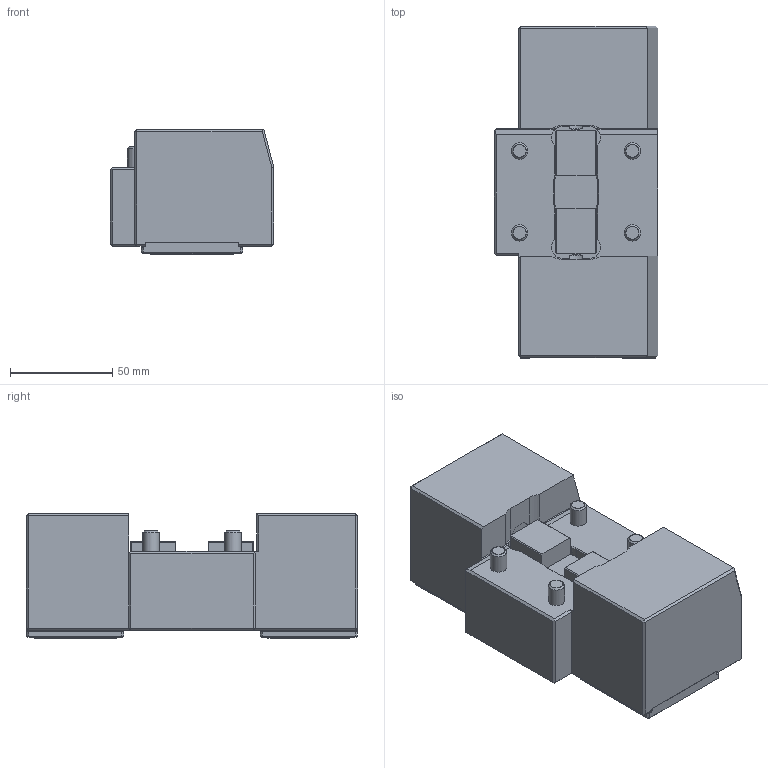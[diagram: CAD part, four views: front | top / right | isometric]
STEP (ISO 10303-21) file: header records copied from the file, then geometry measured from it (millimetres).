
FILE_DESCRIPTION(/* description */ (''),/* implementation_level */ '2;1');
FILE_NAME(/* name */ '1619082733350.stp',/* time_stamp */ '2021-04-22T11:12:20+02:00',/* author */ (''),/* organization */ ('SMS'),/* preprocessor_version */ 'ST-DEVELOPER v16.7',/* originating_system */ 'SIEMENS PLM Software NX 12.0',/* authorisation */ '');
FILE_SCHEMA (('AUTOMOTIVE_DESIGN { 1 0 10303 214 3 1 1 1 }'));
Length unit declared in the file: millimetre
Products named in the file (1): 203502451mod000_00
Bounding box: 80 x 162 x 61 mm (x, y, z)
Volume: 563780.5 mm3; surface area: 61512.1 mm2
Topology: 1 solids, 1 shells, 277 faces, 731 edges, 463 vertices
Faces by surface type: plane 208, cylinder 41, cone 16, bspline 6, torus 6
Full cylindrical faces by diameter (mm): 2.5 x2, 6.266 x4, 6.466 x4, 8 x4, 11.8 x1, 12 x1
Entity records: 8896 total; most frequent: CARTESIAN_POINT 2165, ORIENTED_EDGE 1388, DIRECTION 1319, EDGE_CURVE 694, LINE 529, VECTOR 529, VERTEX_POINT 448, AXIS2_PLACEMENT_3D 395
